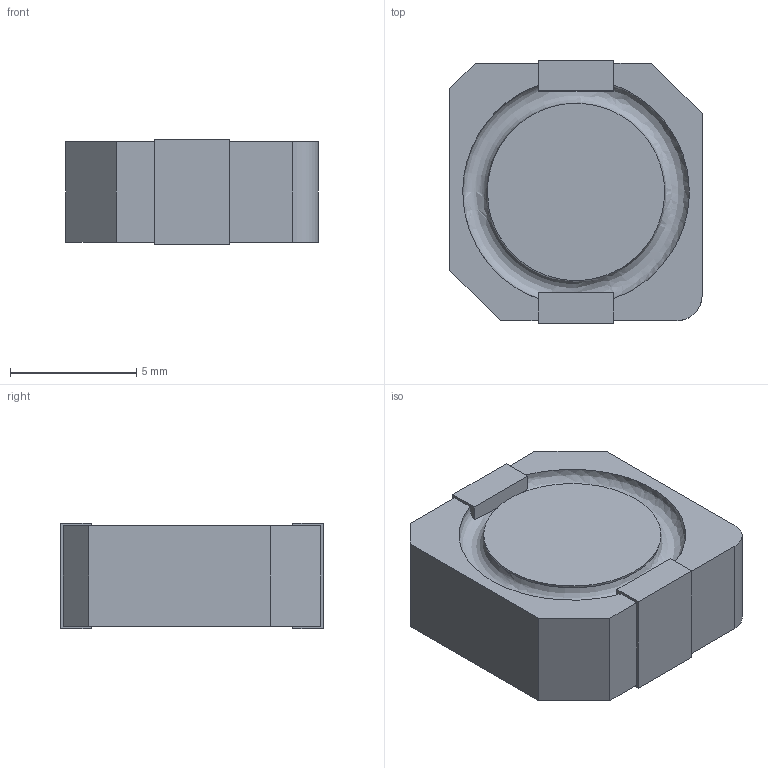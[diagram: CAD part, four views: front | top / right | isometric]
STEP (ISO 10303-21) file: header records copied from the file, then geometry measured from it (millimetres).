
FILE_DESCRIPTION(('FreeCAD Model'),'2;1');
FILE_NAME('cdrh104rnp.step', '2019-11-18T23:13:01',('Author'),(''), 'Open CASCADE STEP processor 7.3','FreeCAD','Unknown');
FILE_SCHEMA(('AUTOMOTIVE_DESIGN { 1 0 10303 214 1 1 1 1 }'));
Length unit declared in the file: millimetre
Products named in the file (1): L_Sumida_CDRH103R
Bounding box: 10 x 10.4 x 4.2 mm (x, y, z)
Volume: 381.8 mm3; surface area: 370.3 mm2
Topology: 1 solids, 1 shells, 30 faces, 83 edges, 55 vertices
Faces by surface type: plane 27, revolution 2, cylinder 1
Entity records: 4698 total; most frequent: CARTESIAN_POINT 2897, DIRECTION 260, LINE 184, VECTOR 184, ORIENTED_EDGE 166, PCURVE 166, DEFINITIONAL_REPRESENTATION 166, EDGE_CURVE 83
